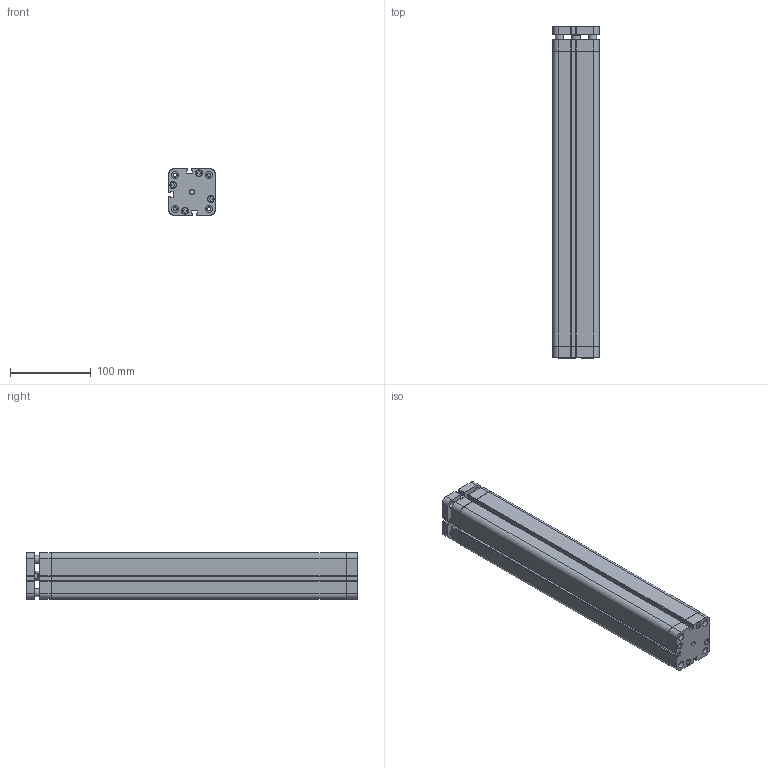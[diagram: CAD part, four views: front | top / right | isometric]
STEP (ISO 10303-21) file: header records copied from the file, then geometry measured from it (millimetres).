
FILE_DESCRIPTION((''),'2;1');
FILE_NAME('ADMA040.350.GS.F.stp','2011-08-25T14:56:28',('Administrator'),(''),'Autodesk Inventor 2012','Autodesk Inventor 2012','');
FILE_SCHEMA(('AUTOMOTIVE_DESIGN { 1 0 10303 214 1 1 1 1 }'));
Length unit declared in the file: millimetre
Products named in the file (1): ADMA040.350.GS.F
Bounding box: 58.1 x 412 x 58.1 mm (x, y, z)
Volume: 1269116.9 mm3; surface area: 147478.4 mm2
Topology: 1 solids, 1 shells, 341 faces, 882 edges, 590 vertices
Faces by surface type: plane 207, cylinder 133, torus 1
Full cylindrical faces by diameter (mm): 4.917 x4, 5 x4, 6 x1, 7.5 x8, 8 x8, 8.566 x2, 9 x6, 9.5 x2, 10 x5, 10.5 x2, 12 x1, 13.6 x1, 17 x1
Entity records: 10604 total; most frequent: CARTESIAN_POINT 1794, DIRECTION 1780, ORIENTED_EDGE 1656, EDGE_CURVE 828, AXIS2_PLACEMENT_3D 612, VERTEX_POINT 582, VECTOR 556, LINE 556
